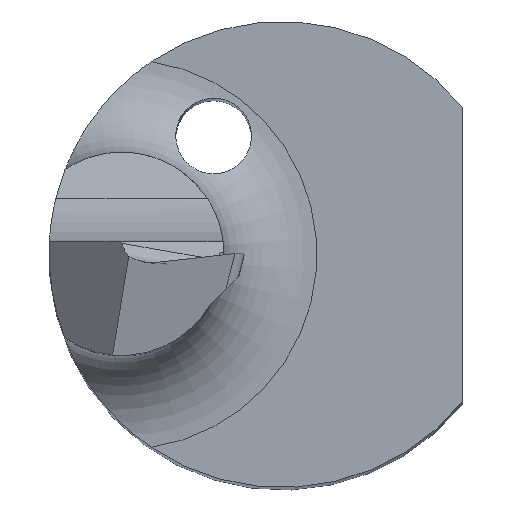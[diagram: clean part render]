
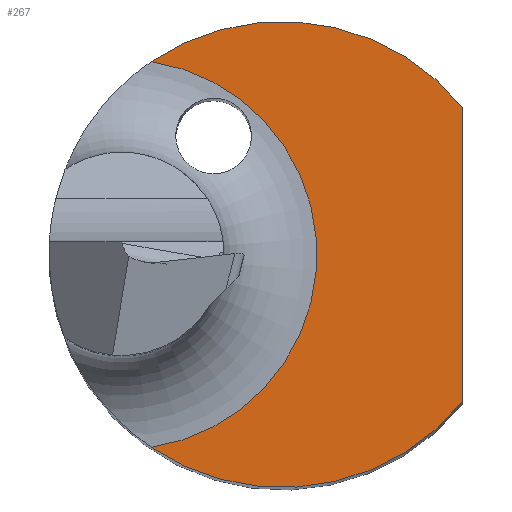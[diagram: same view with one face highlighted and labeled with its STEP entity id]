
A CAD part, top view. The second image highlights one B-rep face of the part: STEP entity #267.
In plain terms, the highlighted planar face has unit normal (0, 0, 1).
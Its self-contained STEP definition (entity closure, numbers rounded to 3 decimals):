
#20 = ORIENTED_EDGE ( 'NONE', *, *, #184, .F. ) ;
#37 = EDGE_CURVE ( 'NONE', #167, #173, #507, .T. ) ;
#54 = CARTESIAN_POINT ( 'NONE',  ( 0., 0., 13.749 ) ) ;
#60 = DIRECTION ( 'NONE',  ( -1., 0., 0. ) ) ;
#112 = CARTESIAN_POINT ( 'NONE',  ( 1.55, 1.264, 13.749 ) ) ;
#121 = CARTESIAN_POINT ( 'NONE',  ( -1.375, 0., 13.749 ) ) ;
#135 = CARTESIAN_POINT ( 'NONE',  ( -1.122, 1.656, 13.749 ) ) ;
#158 = DIRECTION ( 'NONE',  ( 0., -1., 0. ) ) ;
#167 = VERTEX_POINT ( 'NONE', #112 ) ;
#173 = VERTEX_POINT ( 'NONE', #854 ) ;
#176 = CARTESIAN_POINT ( 'NONE',  ( -1.375, 0., 13.749 ) ) ;
#184 = EDGE_CURVE ( 'NONE', #738, #167, #306, .T. ) ;
#197 = EDGE_CURVE ( 'NONE', #173, #757, #794, .T. ) ;
#242 = EDGE_CURVE ( 'NONE', #738, #757, #846, .T. ) ;
#250 = DIRECTION ( 'NONE',  ( 0., 0., -1. ) ) ;
#267 = ADVANCED_FACE ( 'NONE', ( #654 ), #859, .F. ) ;
#279 = VECTOR ( 'NONE', #158, 1000. ) ;
#306 = CIRCLE ( 'NONE', #361, 2. ) ;
#320 = AXIS2_PLACEMENT_3D ( 'NONE', #176, #250, #60 ) ;
#324 = DIRECTION ( 'NONE',  ( 0., 0., -1. ) ) ;
#361 = AXIS2_PLACEMENT_3D ( 'NONE', #54, #324, #454 ) ;
#378 = DIRECTION ( 'NONE',  ( -1., 0., 0. ) ) ;
#388 = DIRECTION ( 'NONE',  ( 0., 0., -1. ) ) ;
#401 = CARTESIAN_POINT ( 'NONE',  ( -1.122, -1.656, 13.749 ) ) ;
#418 = ORIENTED_EDGE ( 'NONE', *, *, #242, .T. ) ;
#420 = AXIS2_PLACEMENT_3D ( 'NONE', #788, #793, #378 ) ;
#454 = DIRECTION ( 'NONE',  ( -1., 0., 0. ) ) ;
#507 = LINE ( 'NONE', #565, #279 ) ;
#531 = DIRECTION ( 'NONE',  ( -1., 0., 0. ) ) ;
#557 = EDGE_LOOP ( 'NONE', ( #20, #418, #770, #845 ) ) ;
#565 = CARTESIAN_POINT ( 'NONE',  ( 1.55, -2., 13.749 ) ) ;
#654 = FACE_OUTER_BOUND ( 'NONE', #557, .T. ) ;
#738 = VERTEX_POINT ( 'NONE', #135 ) ;
#757 = VERTEX_POINT ( 'NONE', #401 ) ;
#770 = ORIENTED_EDGE ( 'NONE', *, *, #197, .F. ) ;
#788 = CARTESIAN_POINT ( 'NONE',  ( 0., 0., 13.749 ) ) ;
#793 = DIRECTION ( 'NONE',  ( 0., 0., -1. ) ) ;
#794 = CIRCLE ( 'NONE', #420, 2. ) ;
#809 = AXIS2_PLACEMENT_3D ( 'NONE', #121, #388, #531 ) ;
#845 = ORIENTED_EDGE ( 'NONE', *, *, #37, .F. ) ;
#846 = CIRCLE ( 'NONE', #320, 1.675 ) ;
#854 = CARTESIAN_POINT ( 'NONE',  ( 1.55, -1.264, 13.749 ) ) ;
#859 = PLANE ( 'NONE',  #809 ) ;
